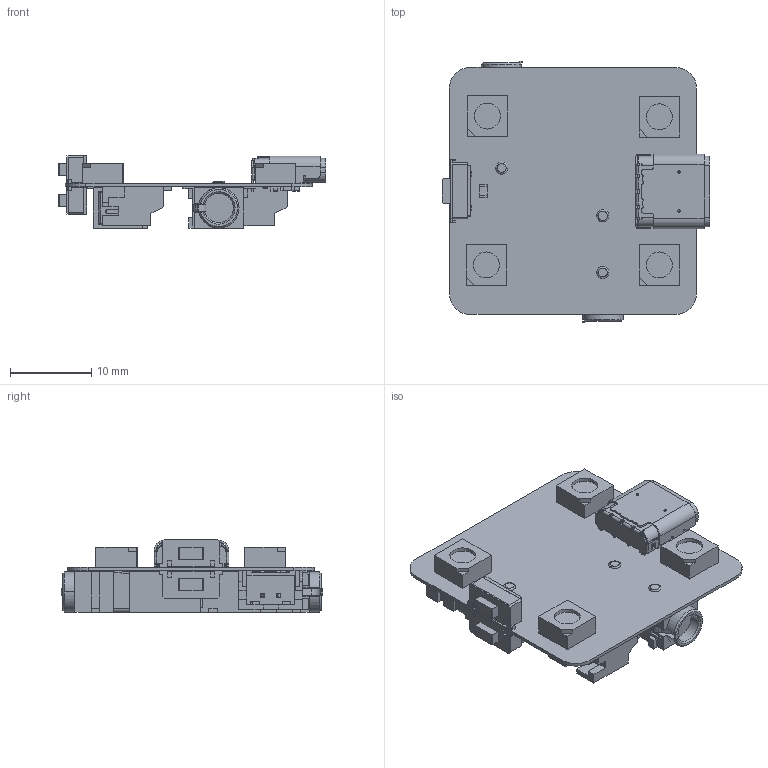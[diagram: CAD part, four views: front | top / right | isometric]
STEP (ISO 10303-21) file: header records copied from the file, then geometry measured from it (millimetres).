
FILE_DESCRIPTION(('Open CASCADE Model'),'2;1');
FILE_NAME('Open CASCADE Shape Model','2021-08-26T16:35:45',('Author'),( 'Open CASCADE'),'Open CASCADE STEP processor 6.8','Open CASCADE 6.8' ,'Unknown');
FILE_SCHEMA(('AUTOMOTIVE_DESIGN { 1 0 10303 214 1 1 1 1 }'));
Length unit declared in the file: millimetre
Products named in the file (49): PCB; Board; Open CASCADE STEP translator 6.8 1.1.1; X2; User_Library-S2B-PH-SM4-TB_step; X1; R5; 1661952507824; Extruded; 1661952507584; R4; R3; R2; R1; 1661887075952; 1661887075312; J2; CUI_SJ-43515TS-SMT; J1; D4; WS2812b_(1); D3; D2; D1; B2; 1661886426432; 1661886430432; 1661887074912; 1661887074672; 1661887074192; 1661887073792; 1661887073392; B1; Free-Models; E8124-015-01; Open CASCADE STEP translator 6.8 1.17.1.1.1; Open CASCADE STEP translator 6.8 1.17.1.1.2
Assembly tree (76 placements, depth 5):
  PCB
    Board
      Open CASCADE STEP translator 6.8 1.1.1
    X2
      User_Library-S2B-PH-SM4-TB_step
    X1
      User_Library-S2B-PH-SM4-TB_step
    R5
      1661952507824
        Extruded
      1661952507584  x2
        Extruded
    R4
      1661952507824
        Extruded
      1661952507584  x2
        Extruded
    R3
      1661952507824
        Extruded
      1661952507584  x2
        Extruded
    R2
      1661952507824
        Extruded
      1661952507584  x2
        Extruded
    R1
      1661887075952  x2
        Extruded
      1661887075312
        Extruded
    J2
      CUI_SJ-43515TS-SMT
    J1
      CUI_SJ-43515TS-SMT
    D4
      WS2812b_(1)
      WS2812b_(1)
    D3
      WS2812b_(1)
      WS2812b_(1)
    D2
      WS2812b_(1)
      WS2812b_(1)
    D1
      WS2812b_(1)
      WS2812b_(1)
    B2
      1661886426432
        Extruded
      1661886430432
        Extruded
      1661887074912
        Extruded
      1661887074672
        Extruded
      1661887074192  x2
        Extruded
      1661887073792
Bounding box: 33.01 x 32.29 x 8.94 mm (x, y, z)
Volume: 1897.5 mm3; surface area: 5749 mm2
Topology: 80 solids, 231 shells, 2334 faces, 6691 edges, 4606 vertices
Faces by surface type: plane 1867, cylinder 429, cone 14, torus 12, bspline 12
Full cylindrical faces by diameter (mm): 0.3 x2, 0.6 x2, 0.7 x2, 3.2 x8
Entity records: 71642 total; most frequent: CARTESIAN_POINT 12462, DIRECTION 9964, ORIENTED_EDGE 9589, EDGE_CURVE 5391, LINE 4334, VECTOR 4334, VERTEX_POINT 3751, AXIS2_PLACEMENT_3D 2815
